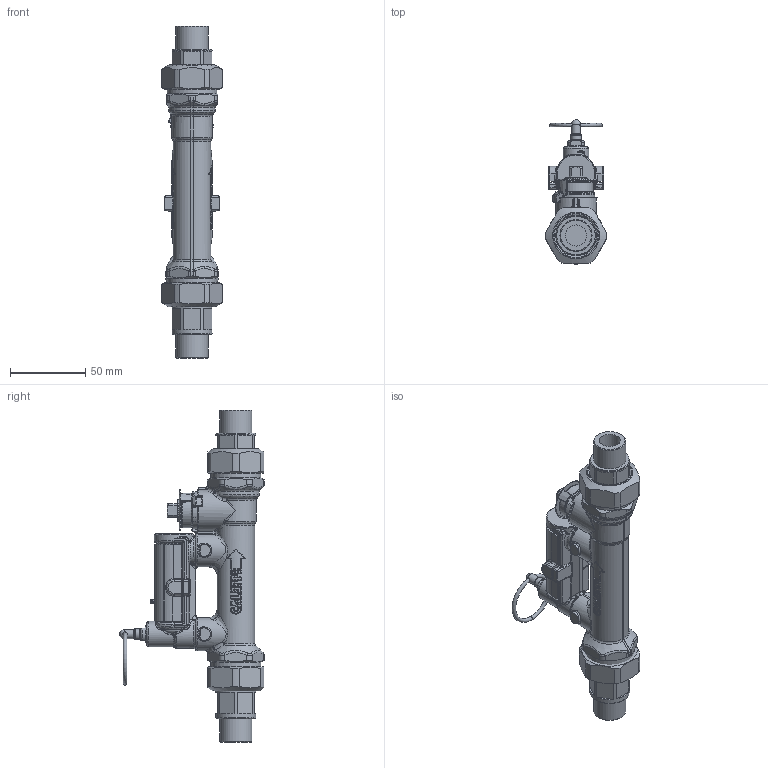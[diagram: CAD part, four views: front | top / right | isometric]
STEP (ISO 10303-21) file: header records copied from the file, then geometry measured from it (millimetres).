
FILE_DESCRIPTION(/* description */ (''),/* implementation_level */ '2;1');
FILE_NAME(/* name */ '132430AFC.stp',/* time_stamp */ '2025-07-15T14:01:09-05:00',/* author */ ('ischreiner'),/* organization */ (''),/* preprocessor_version */ 'ST-DEVELOPER v20',/* originating_system */ 'Autodesk Inventor 2025',/* authorisation */ '');
FILE_SCHEMA (('AUTOMOTIVE_DESIGN { 1 0 10303 214 3 1 1 }'));
Length unit declared in the file: inch
Products named in the file (5):  132430AFC; 132637 - TST; F61008 - 1 inch union nut; F0002181 TP 0.5 male NPT; R0014494 TP 0.5 male NPT for check
Assembly tree (5 placements, depth 2):
   132430AFC
    132637 - TST
    F61008 - 1 inch union nut  x2
    F0002181 TP 0.5 male NPT
    R0014494 TP 0.5 male NPT for check
Bounding box: 40.63 x 95.91 x 220 mm (x, y, z)
Volume: 193128.9 mm3; surface area: 56468.2 mm2
Topology: 8 solids, 8 shells, 1840 faces, 4313 edges, 2455 vertices
Faces by surface type: bspline 924, cylinder 377, plane 295, sphere 107, cone 69, torus 68
Full cylindrical faces by diameter (mm): 2.5 x1, 3 x1, 3.1 x1, 3.3 x1, 4.1 x1, 4.2 x1, 6 x2, 7 x1, 14 x2, 14.5 x1, 17 x1, 20.1 x2, 20.6 x2, 21.3 x2, 22 x2, 22.7 x2, 24.2 x1, 26 x1, 26.5 x2, 26.924 x2, 30 x2, 30.302 x2, 33.1 x2
Entity records: 122764 total; most frequent: CARTESIAN_POINT 85418, ORIENTED_EDGE 8356, DIRECTION 6697, EDGE_CURVE 4178, AXIS2_PLACEMENT_3D 2902, VERTEX_POINT 2420, EDGE_LOOP 1882, FACE_OUTER_BOUND 1819
